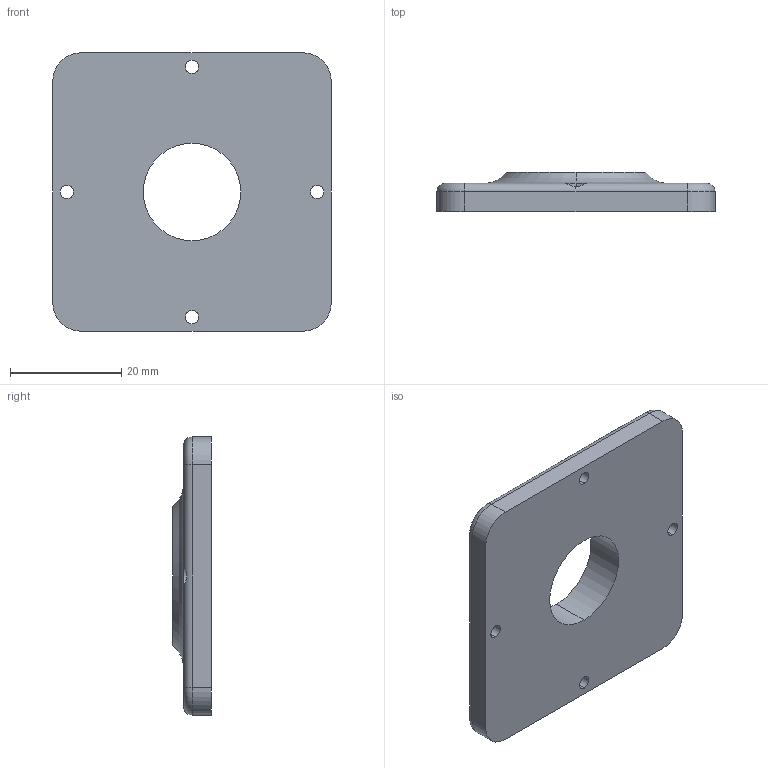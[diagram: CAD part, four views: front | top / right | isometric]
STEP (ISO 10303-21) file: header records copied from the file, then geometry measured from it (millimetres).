
FILE_DESCRIPTION (( 'STEP AP214' ), '1' );
FILE_NAME ('Oil Cap Seat.STEP', '2021-07-19T03:34:32', ( '' ), ( '' ), 'SwSTEP 2.0', 'SolidWorks 2020', '' );
FILE_SCHEMA (( 'AUTOMOTIVE_DESIGN' ));
Length unit declared in the file: millimetre
Products named in the file (1): Oil Cap Seat
Bounding box: 50 x 7 x 50 mm (x, y, z)
Volume: 11611.7 mm3; surface area: 5915 mm2
Topology: 1 solids, 1 shells, 43 faces, 112 edges, 72 vertices
Faces by surface type: cylinder 26, plane 11, torus 6
Entity records: 1496 total; most frequent: CARTESIAN_POINT 314, DIRECTION 258, ORIENTED_EDGE 224, EDGE_CURVE 112, AXIS2_PLACEMENT_3D 108, VERTEX_POINT 72, CIRCLE 64, EDGE_LOOP 54
